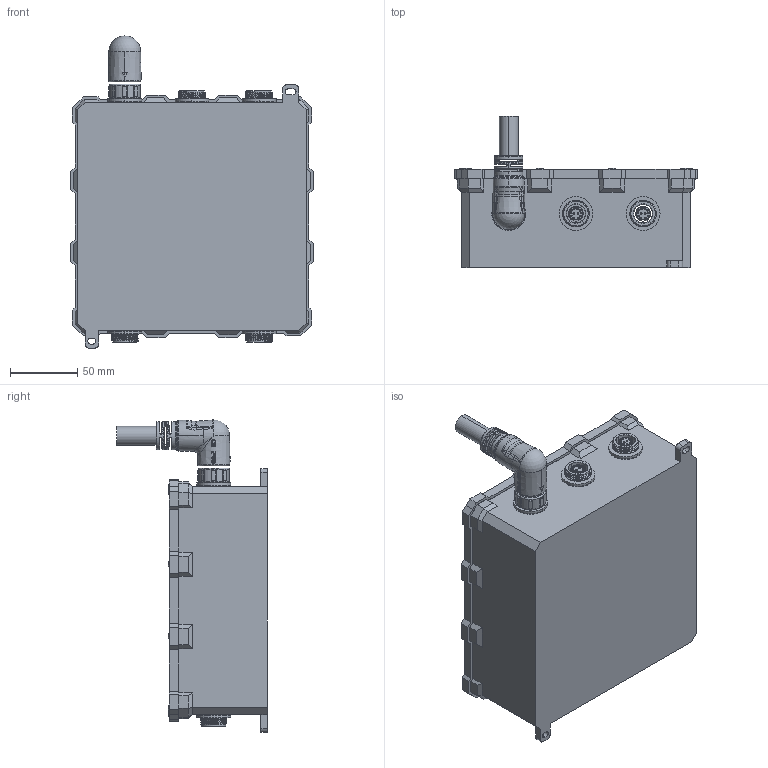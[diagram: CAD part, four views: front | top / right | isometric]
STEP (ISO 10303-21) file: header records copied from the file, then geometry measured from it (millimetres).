
FILE_DESCRIPTION (( 'STEP AP203' ), '1' );
FILE_NAME ('canhub0002_asm0117.STEP', '2025-06-12T06:23:28', ( '' ), ( '' ), 'SwSTEP 2.0', 'SolidWorks 2021', '' );
FILE_SCHEMA (( 'CONFIG_CONTROL_DESIGN' ));
Products named in the file (1): canhub0002_asm0117
Bounding box: 180.4 x 112.4 x 232.4 mm (x, y, z)
Surface area: 129639.5 mm2 (no closed solid volume)
Topology: 0 solids, 46 shells, 879 faces, 3415 edges, 2521 vertices
Faces by surface type: plane 334, cylinder 265, cone 123, bspline 71, torus 60, sphere 26
Entity records: 50558 total; most frequent: CARTESIAN_POINT 24146, ORIENTED_EDGE 5023, DIRECTION 5002, EDGE_CURVE 3404, VERTEX_POINT 2519, AXIS2_PLACEMENT_3D 1810, VECTOR 1382, LINE 1382
